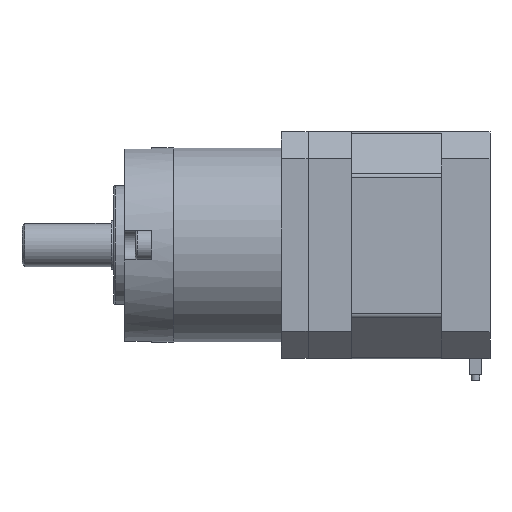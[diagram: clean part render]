
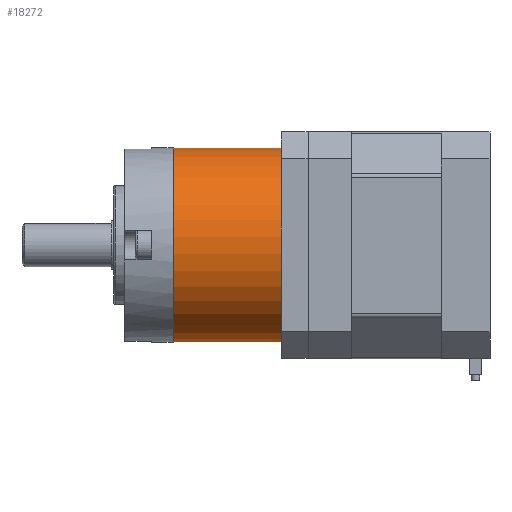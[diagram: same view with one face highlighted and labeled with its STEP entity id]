
A CAD part, front view. The second image highlights one B-rep face of the part: STEP entity #18272.
In plain terms, the highlighted cylindrical face has radius 18 mm (diameter 36 mm), a partial arc.
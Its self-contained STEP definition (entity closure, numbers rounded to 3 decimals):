
#191 = AXIS2_PLACEMENT_3D ( 'NONE', #15438, #15108, #1223 ) ;
#595 = VECTOR ( 'NONE', #5090, 1000. ) ;
#1223 = DIRECTION ( 'NONE',  ( -1., 0., 0. ) ) ;
#3119 = CARTESIAN_POINT ( 'NONE',  ( 18., 0., 20. ) ) ;
#4135 = LINE ( 'NONE', #12646, #8640 ) ;
#4466 = CARTESIAN_POINT ( 'NONE',  ( -18., 0., 0. ) ) ;
#4957 = AXIS2_PLACEMENT_3D ( 'NONE', #11401, #11506, #6101 ) ;
#5090 = DIRECTION ( 'NONE',  ( 0., 0., -1. ) ) ;
#5338 = CARTESIAN_POINT ( 'NONE',  ( -18., 0., 20. ) ) ;
#6101 = DIRECTION ( 'NONE',  ( 1., 0., 0. ) ) ;
#6174 = EDGE_CURVE ( 'NONE', #14481, #13753, #15186, .T. ) ;
#7618 = ORIENTED_EDGE ( 'NONE', *, *, #16563, .F. ) ;
#7868 = CIRCLE ( 'NONE', #19627, 18. ) ;
#8111 = EDGE_LOOP ( 'NONE', ( #13843, #7618, #11702, #17125 ) ) ;
#8297 = DIRECTION ( 'NONE',  ( 0., 0., 1. ) ) ;
#8640 = VECTOR ( 'NONE', #19894, 1000. ) ;
#9046 = CARTESIAN_POINT ( 'NONE',  ( 18., 0., 0. ) ) ;
#9729 = CIRCLE ( 'NONE', #4957, 18. ) ;
#11401 = CARTESIAN_POINT ( 'NONE',  ( 0., 0., 0. ) ) ;
#11506 = DIRECTION ( 'NONE',  ( 0., 0., 1. ) ) ;
#11702 = ORIENTED_EDGE ( 'NONE', *, *, #14735, .T. ) ;
#12646 = CARTESIAN_POINT ( 'NONE',  ( -18., 0., 20. ) ) ;
#13470 = CARTESIAN_POINT ( 'NONE',  ( 0., 0., 20. ) ) ;
#13630 = VERTEX_POINT ( 'NONE', #4466 ) ;
#13753 = VERTEX_POINT ( 'NONE', #9046 ) ;
#13843 = ORIENTED_EDGE ( 'NONE', *, *, #6174, .F. ) ;
#14481 = VERTEX_POINT ( 'NONE', #3119 ) ;
#14735 = EDGE_CURVE ( 'NONE', #18438, #13630, #4135, .T. ) ;
#15108 = DIRECTION ( 'NONE',  ( 0., 0., -1. ) ) ;
#15186 = LINE ( 'NONE', #15638, #595 ) ;
#15218 = FACE_OUTER_BOUND ( 'NONE', #8111, .T. ) ;
#15295 = DIRECTION ( 'NONE',  ( 1., 0., 0. ) ) ;
#15438 = CARTESIAN_POINT ( 'NONE',  ( 0., 0., 20. ) ) ;
#15638 = CARTESIAN_POINT ( 'NONE',  ( 18., 0., 20. ) ) ;
#16563 = EDGE_CURVE ( 'NONE', #18438, #14481, #7868, .T. ) ;
#17125 = ORIENTED_EDGE ( 'NONE', *, *, #20143, .T. ) ;
#18272 = ADVANCED_FACE ( 'NONE', ( #15218 ), #22041, .T. ) ;
#18438 = VERTEX_POINT ( 'NONE', #5338 ) ;
#19627 = AXIS2_PLACEMENT_3D ( 'NONE', #13470, #8297, #15295 ) ;
#19894 = DIRECTION ( 'NONE',  ( 0., 0., -1. ) ) ;
#20143 = EDGE_CURVE ( 'NONE', #13630, #13753, #9729, .T. ) ;
#22041 = CYLINDRICAL_SURFACE ( 'NONE', #191, 18. ) ;
